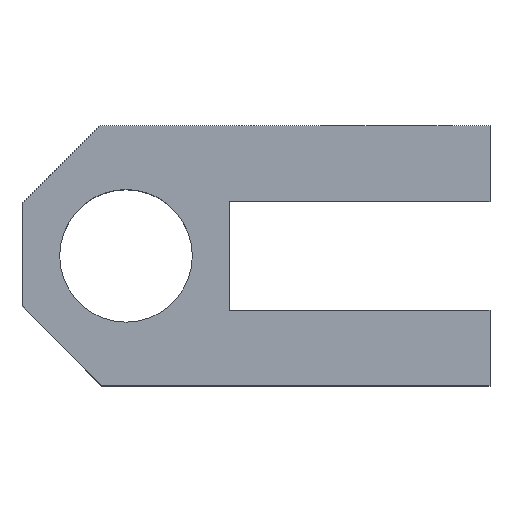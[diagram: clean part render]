
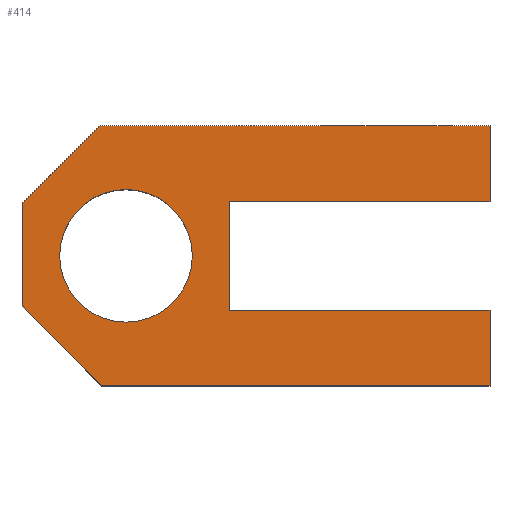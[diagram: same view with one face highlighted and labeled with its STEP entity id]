
A CAD part, top view. The second image highlights one B-rep face of the part: STEP entity #414.
In plain terms, the highlighted planar face has unit normal (0, 0, 1).
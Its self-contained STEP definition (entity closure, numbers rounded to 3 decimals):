
#20=FACE_BOUND('',#94,.T.);
#31=PLANE('',#467);
#34=CIRCLE('',#444,2.55);
#67=FACE_OUTER_BOUND('',#93,.T.);
#93=EDGE_LOOP('',(#376,#377,#378,#379,#380,#381,#382,#383,#384,#385));
#94=EDGE_LOOP('',(#386));
#114=LINE('',#648,#153);
#119=LINE('',#659,#158);
#122=LINE('',#666,#161);
#127=LINE('',#677,#166);
#130=LINE('',#681,#169);
#133=LINE('',#687,#172);
#138=LINE('',#696,#177);
#140=LINE('',#699,#179);
#141=LINE('',#701,#180);
#142=LINE('',#703,#181);
#153=VECTOR('',#537,10.);
#158=VECTOR('',#544,10.);
#161=VECTOR('',#549,10.);
#166=VECTOR('',#556,10.);
#169=VECTOR('',#561,10.);
#172=VECTOR('',#566,10.);
#177=VECTOR('',#575,10.);
#179=VECTOR('',#579,10.);
#180=VECTOR('',#582,10.);
#181=VECTOR('',#585,10.);
#199=VERTEX_POINT('',#628);
#200=VERTEX_POINT('',#644);
#202=VERTEX_POINT('',#647);
#206=VERTEX_POINT('',#656);
#207=VERTEX_POINT('',#658);
#208=VERTEX_POINT('',#662);
#210=VERTEX_POINT('',#665);
#214=VERTEX_POINT('',#674);
#215=VERTEX_POINT('',#676);
#217=VERTEX_POINT('',#685);
#219=VERTEX_POINT('',#695);
#238=EDGE_CURVE('',#199,#199,#34,.T.);
#248=EDGE_CURVE('',#202,#200,#114,.T.);
#253=EDGE_CURVE('',#207,#206,#119,.T.);
#256=EDGE_CURVE('',#210,#208,#122,.T.);
#261=EDGE_CURVE('',#215,#214,#127,.T.);
#264=EDGE_CURVE('',#208,#215,#130,.T.);
#267=EDGE_CURVE('',#206,#217,#133,.T.);
#272=EDGE_CURVE('',#219,#202,#138,.T.);
#274=EDGE_CURVE('',#214,#219,#140,.T.);
#275=EDGE_CURVE('',#217,#210,#141,.T.);
#276=EDGE_CURVE('',#207,#200,#142,.T.);
#376=ORIENTED_EDGE('',*,*,#253,.T.);
#377=ORIENTED_EDGE('',*,*,#267,.T.);
#378=ORIENTED_EDGE('',*,*,#275,.T.);
#379=ORIENTED_EDGE('',*,*,#256,.T.);
#380=ORIENTED_EDGE('',*,*,#264,.T.);
#381=ORIENTED_EDGE('',*,*,#261,.T.);
#382=ORIENTED_EDGE('',*,*,#274,.T.);
#383=ORIENTED_EDGE('',*,*,#272,.T.);
#384=ORIENTED_EDGE('',*,*,#248,.T.);
#385=ORIENTED_EDGE('',*,*,#276,.F.);
#386=ORIENTED_EDGE('',*,*,#238,.T.);
#414=ADVANCED_FACE('',(#67,#20),#31,.T.);
#444=AXIS2_PLACEMENT_3D('',#630,#508,#509);
#467=AXIS2_PLACEMENT_3D('',#702,#583,#584);
#508=DIRECTION('center_axis',(0.,0.,-1.));
#509=DIRECTION('ref_axis',(-1.,0.,0.));
#537=DIRECTION('',(-0.707,-0.707,0.));
#544=DIRECTION('',(0.707,-0.707,0.));
#549=DIRECTION('',(-1.,0.,0.));
#556=DIRECTION('',(1.,0.,0.));
#561=DIRECTION('',(0.,1.,0.));
#566=DIRECTION('',(1.,0.,0.));
#575=DIRECTION('',(-1.,0.,0.));
#579=DIRECTION('',(0.,1.,0.));
#582=DIRECTION('',(0.,1.,0.));
#583=DIRECTION('center_axis',(0.,0.,1.));
#584=DIRECTION('ref_axis',(1.,0.,0.));
#585=DIRECTION('',(0.,1.,0.));
#628=CARTESIAN_POINT('',(-2.45,0.,8.));
#630=CARTESIAN_POINT('Origin',(-5.,0.,8.));
#644=CARTESIAN_POINT('',(-9.,2.,8.));
#647=CARTESIAN_POINT('',(-6.,5.,8.));
#648=CARTESIAN_POINT('',(-7.412,3.588,8.));
#656=CARTESIAN_POINT('',(-5.929,-5.,8.));
#658=CARTESIAN_POINT('',(-9.,-1.929,8.));
#659=CARTESIAN_POINT('',(-7.377,-3.552,8.));
#662=CARTESIAN_POINT('',(-1.,-2.1,8.));
#665=CARTESIAN_POINT('',(9.,-2.1,8.));
#666=CARTESIAN_POINT('',(0.623,-2.1,8.));
#674=CARTESIAN_POINT('',(9.,2.1,8.));
#676=CARTESIAN_POINT('',(-1.,2.1,8.));
#677=CARTESIAN_POINT('',(0.623,2.1,8.));
#681=CARTESIAN_POINT('',(-1.,0.001,8.));
#685=CARTESIAN_POINT('',(9.,-5.,8.));
#687=CARTESIAN_POINT('',(0.494,-5.,8.));
#695=CARTESIAN_POINT('',(9.,5.,8.));
#696=CARTESIAN_POINT('',(0.492,5.,8.));
#699=CARTESIAN_POINT('',(9.,1.776,8.));
#701=CARTESIAN_POINT('',(9.,-1.774,8.));
#702=CARTESIAN_POINT('Origin',(-3.648,0.002,8.));
#703=CARTESIAN_POINT('',(-9.,0.019,8.));
